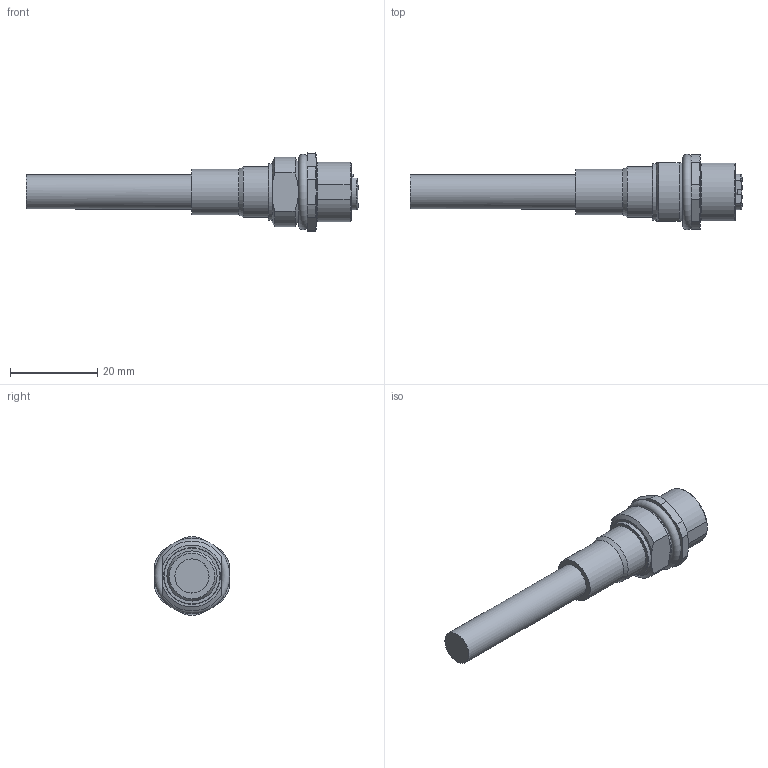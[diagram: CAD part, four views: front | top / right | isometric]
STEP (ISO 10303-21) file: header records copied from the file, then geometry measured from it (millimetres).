
FILE_DESCRIPTION(/* description */ (''),/* implementation_level */ '2;1');
FILE_NAME(/* name */ '70_4434_246_04_001_00.stp',/* time_stamp */ '2012-12-04T16:26:55+01:00',/* author */ (''),/* organization */ (''),/* preprocessor_version */ 'ST-DEVELOPER v11',/* originating_system */ 'SIEMENS UGS NX 6.0',/* authorisation */ '');
FILE_SCHEMA (('AUTOMOTIVE_DESIGN { 1 0 10303 214 1 1 1 1 }'));
Length unit declared in the file: millimetre
Products named in the file (1): kbor56C2hyol
Bounding box: 76.1 x 17.3 x 17.96 mm (x, y, z)
Volume: 6425.4 mm3; surface area: 3765.2 mm2
Topology: 1 solids, 1 shells, 221 faces, 579 edges, 378 vertices
Faces by surface type: plane 92, extrusion 61, cylinder 30, cone 22, torus 8, bspline 8
Full cylindrical faces by diameter (mm): 1.1 x5, 7.8 x1, 8.2 x1, 10.4 x1, 10.917 x1, 11.5 x1, 12.2 x1, 13 x1, 13.3 x1
Entity records: 7222 total; most frequent: CARTESIAN_POINT 2234, ORIENTED_EDGE 1066, DIRECTION 844, EDGE_CURVE 533, VERTEX_POINT 366, VECTOR 294, AXIS2_PLACEMENT_3D 275, EDGE_LOOP 269
